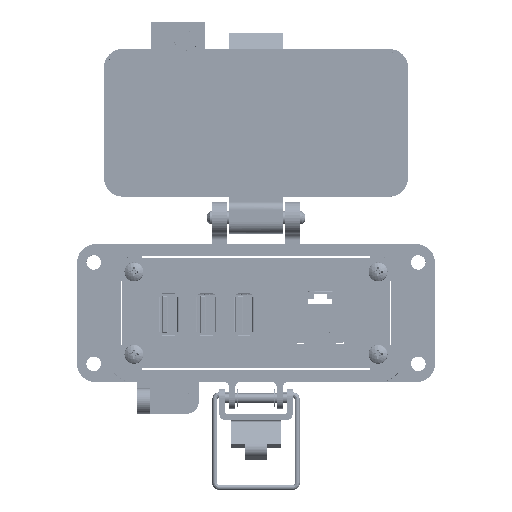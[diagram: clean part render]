
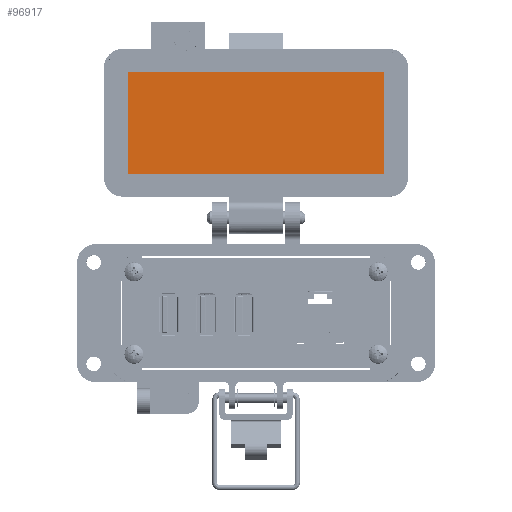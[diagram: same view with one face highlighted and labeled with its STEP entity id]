
A CAD part, top view. The second image highlights one B-rep face of the part: STEP entity #96917.
In plain terms, the highlighted planar face has unit normal (0, 0, 1).
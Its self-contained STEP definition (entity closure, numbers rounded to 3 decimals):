
#2940 = ORIENTED_EDGE ( 'NONE', *, *, #10050, .F. ) ;
#3573 = VERTEX_POINT ( 'NONE', #74525 ) ;
#10050 = EDGE_CURVE ( 'NONE', #31027, #36308, #11096, .T. ) ;
#11096 = LINE ( 'NONE', #35253, #44288 ) ;
#12634 = DIRECTION ( 'NONE',  ( -1., 0., 0. ) ) ;
#15902 = CARTESIAN_POINT ( 'NONE',  ( -8.5, 83.154, -25.55 ) ) ;
#20230 = FACE_OUTER_BOUND ( 'NONE', #45599, .T. ) ;
#20791 = VECTOR ( 'NONE', #12634, 1000. ) ;
#22225 = EDGE_CURVE ( 'NONE', #3573, #27998, #44595, .T. ) ;
#22845 = DIRECTION ( 'NONE',  ( 1., 0., 0. ) ) ;
#26018 = CARTESIAN_POINT ( 'NONE',  ( 40.25, 51.154, -25.55 ) ) ;
#27998 = VERTEX_POINT ( 'NONE', #26018 ) ;
#31014 = ORIENTED_EDGE ( 'NONE', *, *, #65436, .F. ) ;
#31027 = VERTEX_POINT ( 'NONE', #89363 ) ;
#35253 = CARTESIAN_POINT ( 'NONE',  ( -40.25, 67.154, -25.55 ) ) ;
#36308 = VERTEX_POINT ( 'NONE', #87829 ) ;
#40306 = ORIENTED_EDGE ( 'NONE', *, *, #22225, .F. ) ;
#41216 = DIRECTION ( 'NONE',  ( 0., 1., 0. ) ) ;
#44288 = VECTOR ( 'NONE', #41216, 1000. ) ;
#44595 = LINE ( 'NONE', #74750, #86680 ) ;
#45599 = EDGE_LOOP ( 'NONE', ( #31014, #2940, #64749, #40306 ) ) ;
#47701 = AXIS2_PLACEMENT_3D ( 'NONE', #87448, #81024, #50889 ) ;
#50889 = DIRECTION ( 'NONE',  ( 0., -1., 0. ) ) ;
#52162 = LINE ( 'NONE', #59081, #20791 ) ;
#52495 = DIRECTION ( 'NONE',  ( 0., -1., 0. ) ) ;
#58787 = PLANE ( 'NONE',  #47701 ) ;
#59081 = CARTESIAN_POINT ( 'NONE',  ( 42., 51.154, -25.55 ) ) ;
#64749 = ORIENTED_EDGE ( 'NONE', *, *, #74998, .F. ) ;
#65436 = EDGE_CURVE ( 'NONE', #36308, #3573, #75717, .T. ) ;
#74525 = CARTESIAN_POINT ( 'NONE',  ( 40.25, 83.154, -25.55 ) ) ;
#74750 = CARTESIAN_POINT ( 'NONE',  ( 40.25, 67.154, -25.55 ) ) ;
#74998 = EDGE_CURVE ( 'NONE', #27998, #31027, #52162, .T. ) ;
#75273 = VECTOR ( 'NONE', #22845, 1000. ) ;
#75717 = LINE ( 'NONE', #15902, #75273 ) ;
#81024 = DIRECTION ( 'NONE',  ( 0., 0., 1. ) ) ;
#86680 = VECTOR ( 'NONE', #52495, 1000. ) ;
#87448 = CARTESIAN_POINT ( 'NONE',  ( -8.5, 67.154, -25.55 ) ) ;
#87829 = CARTESIAN_POINT ( 'NONE',  ( -40.25, 83.154, -25.55 ) ) ;
#89363 = CARTESIAN_POINT ( 'NONE',  ( -40.25, 51.154, -25.55 ) ) ;
#96917 = ADVANCED_FACE ( 'NONE', ( #20230 ), #58787, .T. ) ;
